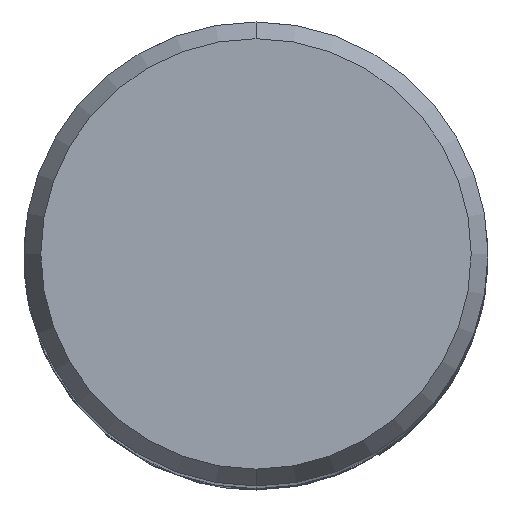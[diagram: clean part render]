
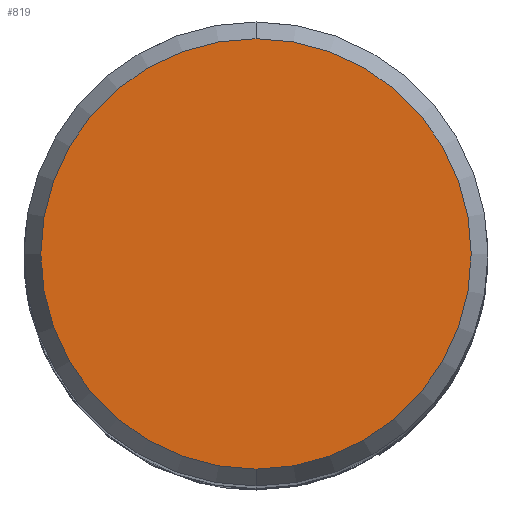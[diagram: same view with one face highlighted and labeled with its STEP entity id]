
A CAD part, top view. The second image highlights one B-rep face of the part: STEP entity #819.
In plain terms, the highlighted planar face has unit normal (0, 0, 1).
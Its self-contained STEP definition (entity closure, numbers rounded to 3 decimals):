
#615=EDGE_CURVE('',#1329,#791,#1587,.T.);
#791=VERTEX_POINT('',#1776);
#819=ADVANCED_FACE('',(#1804),#1805,.T.);
#1329=VERTEX_POINT('',#2370);
#1415=EDGE_CURVE('',#791,#1329,#2464,.T.);
#1587=CIRCLE('',#3837,7.423);
#1776=CARTESIAN_POINT('',(0.,-7.423,0.0));
#1804=FACE_OUTER_BOUND('',#5687,.T.);
#1805=PLANE('',#5688);
#2370=CARTESIAN_POINT('',(0.0,7.423,0.0));
#2464=CIRCLE('',#13811,7.423);
#3837=AXIS2_PLACEMENT_3D('',#14119,#14120,#14121);
#5687=EDGE_LOOP('',(#14289,#14290));
#5688=AXIS2_PLACEMENT_3D('',#14291,#14292,#14293);
#13811=AXIS2_PLACEMENT_3D('',#15050,#15051,#15052);
#14119=CARTESIAN_POINT('',(0.0,0.0,0.0));
#14120=DIRECTION('',(0.0,0.0,-1.0));
#14121=DIRECTION('',(0.0,1.0,0.0));
#14289=ORIENTED_EDGE('',*,*,#615,.F.);
#14290=ORIENTED_EDGE('',*,*,#1415,.F.);
#14291=CARTESIAN_POINT('',(0.0,3.711,0.0));
#14292=DIRECTION('',(-0.0,0.0,1.0));
#14293=DIRECTION('',(0.0,-1.0,0.0));
#15050=CARTESIAN_POINT('',(0.0,0.0,0.0));
#15051=DIRECTION('',(0.0,0.0,-1.0));
#15052=DIRECTION('',(0.0,1.0,0.0));
